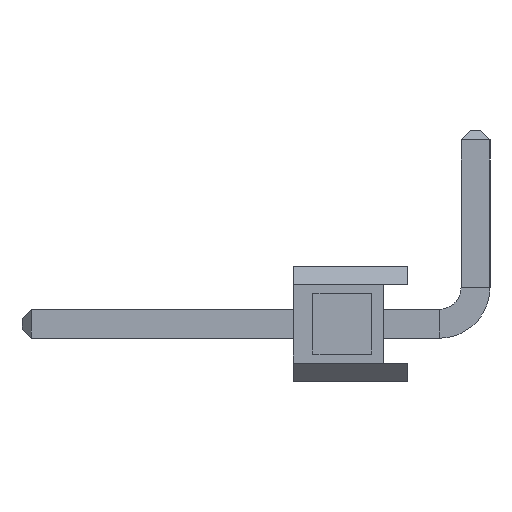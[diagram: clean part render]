
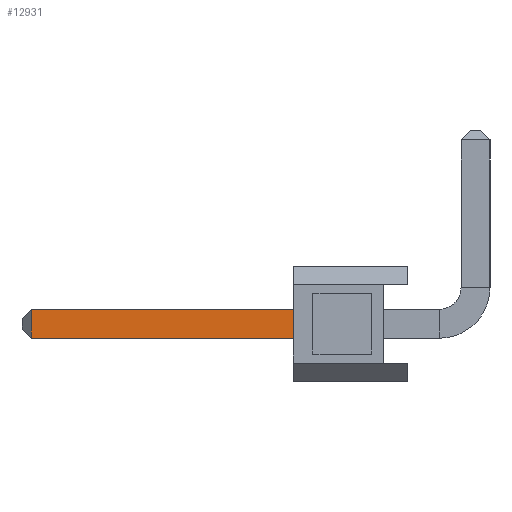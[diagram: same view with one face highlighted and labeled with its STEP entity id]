
A CAD part, left-side view. The second image highlights one B-rep face of the part: STEP entity #12931.
In plain terms, the highlighted planar face has unit normal (-1, 0, 0).
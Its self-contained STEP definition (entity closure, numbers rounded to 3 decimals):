
#1103 = DIRECTION ( 'NONE',  ( 0., 1., 0. ) ) ;
#1890 = DIRECTION ( 'NONE',  ( 0., 0., -1. ) ) ;
#2156 = VERTEX_POINT ( 'NONE', #7898 ) ;
#2550 = ORIENTED_EDGE ( 'NONE', *, *, #5085, .T. ) ;
#3437 = ORIENTED_EDGE ( 'NONE', *, *, #12801, .F. ) ;
#3593 = VECTOR ( 'NONE', #14962, 1000. ) ;
#3930 = LINE ( 'NONE', #10901, #13670 ) ;
#4000 = CARTESIAN_POINT ( 'NONE',  ( -0.32, -0.7, -0.32 ) ) ;
#4206 = CARTESIAN_POINT ( 'NONE',  ( -0.32, -0.7, 0.32 ) ) ;
#4429 = FACE_OUTER_BOUND ( 'NONE', #8817, .T. ) ;
#4620 = VERTEX_POINT ( 'NONE', #7657 ) ;
#4816 = AXIS2_PLACEMENT_3D ( 'NONE', #6164, #16282, #17620 ) ;
#4844 = CARTESIAN_POINT ( 'NONE',  ( -0.32, 2.54, 0. ) ) ;
#5085 = EDGE_CURVE ( 'NONE', #4620, #13149, #17164, .T. ) ;
#6164 = CARTESIAN_POINT ( 'NONE',  ( -0.32, -0.7, -0.32 ) ) ;
#7657 = CARTESIAN_POINT ( 'NONE',  ( -0.32, 2.54, 0.32 ) ) ;
#7865 = LINE ( 'NONE', #4000, #18748 ) ;
#7898 = CARTESIAN_POINT ( 'NONE',  ( -0.32, 8.34, -0.32 ) ) ;
#7955 = ORIENTED_EDGE ( 'NONE', *, *, #16055, .T. ) ;
#8400 = LINE ( 'NONE', #4844, #3593 ) ;
#8817 = EDGE_LOOP ( 'NONE', ( #2550, #7955, #3437, #12937 ) ) ;
#9489 = CARTESIAN_POINT ( 'NONE',  ( -0.32, 8.34, 0.32 ) ) ;
#10752 = VERTEX_POINT ( 'NONE', #12122 ) ;
#10901 = CARTESIAN_POINT ( 'NONE',  ( -0.32, 8.34, -0.32 ) ) ;
#12122 = CARTESIAN_POINT ( 'NONE',  ( -0.32, 2.54, -0.32 ) ) ;
#12801 = EDGE_CURVE ( 'NONE', #10752, #2156, #7865, .T. ) ;
#12931 = ADVANCED_FACE ( 'NONE', ( #4429 ), #13245, .T. ) ;
#12937 = ORIENTED_EDGE ( 'NONE', *, *, #14919, .F. ) ;
#13149 = VERTEX_POINT ( 'NONE', #9489 ) ;
#13245 = PLANE ( 'NONE',  #4816 ) ;
#13540 = VECTOR ( 'NONE', #18798, 1000. ) ;
#13670 = VECTOR ( 'NONE', #1890, 1000. ) ;
#14919 = EDGE_CURVE ( 'NONE', #4620, #10752, #8400, .T. ) ;
#14962 = DIRECTION ( 'NONE',  ( 0., 0., -1. ) ) ;
#16055 = EDGE_CURVE ( 'NONE', #13149, #2156, #3930, .T. ) ;
#16282 = DIRECTION ( 'NONE',  ( -1., 0., 0. ) ) ;
#17164 = LINE ( 'NONE', #4206, #13540 ) ;
#17620 = DIRECTION ( 'NONE',  ( 0., 0., 1. ) ) ;
#18748 = VECTOR ( 'NONE', #1103, 1000. ) ;
#18798 = DIRECTION ( 'NONE',  ( 0., 1., 0. ) ) ;
